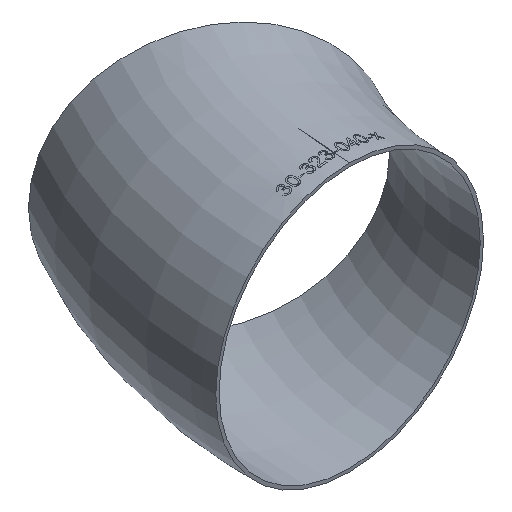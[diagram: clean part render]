
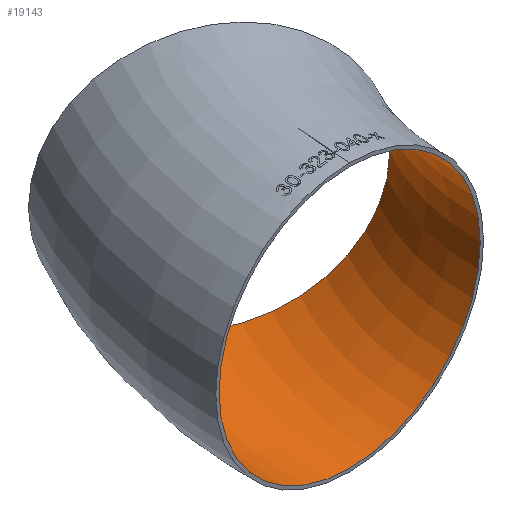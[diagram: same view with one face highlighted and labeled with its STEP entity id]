
A CAD part, isometric view. The second image highlights one B-rep face of the part: STEP entity #19143.
In plain terms, the highlighted toroidal (fillet/blend) face has major radius 457 mm and minor radius 157.95 mm.
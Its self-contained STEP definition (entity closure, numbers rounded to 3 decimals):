
#287 = DIRECTION ( 'NONE',  ( 0.5, 0.866, 0. ) ) ;
#916 = CARTESIAN_POINT ( 'NONE',  ( 0., 0., 0. ) ) ;
#2369 = EDGE_CURVE ( 'NONE', #6474, #6474, #4045, .T. ) ;
#2527 = EDGE_LOOP ( 'NONE', ( #14639 ) ) ;
#4045 = CIRCLE ( 'NONE', #26010, 157.95 ) ;
#6020 = FACE_OUTER_BOUND ( 'NONE', #2527, .T. ) ;
#6474 = VERTEX_POINT ( 'NONE', #33092 ) ;
#6646 = CARTESIAN_POINT ( 'NONE',  ( -532.562, 307.475, 0. ) ) ;
#6746 = TOROIDAL_SURFACE ( 'NONE', #28210, 457., 157.95 ) ;
#8684 = AXIS2_PLACEMENT_3D ( 'NONE', #13868, #287, #19179 ) ;
#9407 = ORIENTED_EDGE ( 'NONE', *, *, #15252, .T. ) ;
#11666 = DIRECTION ( 'NONE',  ( -1., 0., 0. ) ) ;
#13868 = CARTESIAN_POINT ( 'NONE',  ( -395.774, 228.5, 0. ) ) ;
#14639 = ORIENTED_EDGE ( 'NONE', *, *, #2369, .F. ) ;
#15252 = EDGE_CURVE ( 'NONE', #30954, #30954, #19409, .T. ) ;
#17422 = DIRECTION ( 'NONE',  ( 0., 0., 1. ) ) ;
#19038 = EDGE_LOOP ( 'NONE', ( #9407 ) ) ;
#19143 = ADVANCED_FACE ( 'NONE', ( #19793, #6020 ), #6746, .F. ) ;
#19179 = DIRECTION ( 'NONE',  ( -0.866, 0.5, 0. ) ) ;
#19409 = CIRCLE ( 'NONE', #8684, 157.95 ) ;
#19793 = FACE_OUTER_BOUND ( 'NONE', #19038, .T. ) ;
#19959 = DIRECTION ( 'NONE',  ( 0., 0., -1. ) ) ;
#23412 = CARTESIAN_POINT ( 'NONE',  ( -457., 0., 0. ) ) ;
#25876 = DIRECTION ( 'NONE',  ( 0., 1., 0. ) ) ;
#26010 = AXIS2_PLACEMENT_3D ( 'NONE', #23412, #25876, #17422 ) ;
#28210 = AXIS2_PLACEMENT_3D ( 'NONE', #916, #19959, #11666 ) ;
#30954 = VERTEX_POINT ( 'NONE', #6646 ) ;
#33092 = CARTESIAN_POINT ( 'NONE',  ( -457., 0., 157.95 ) ) ;
